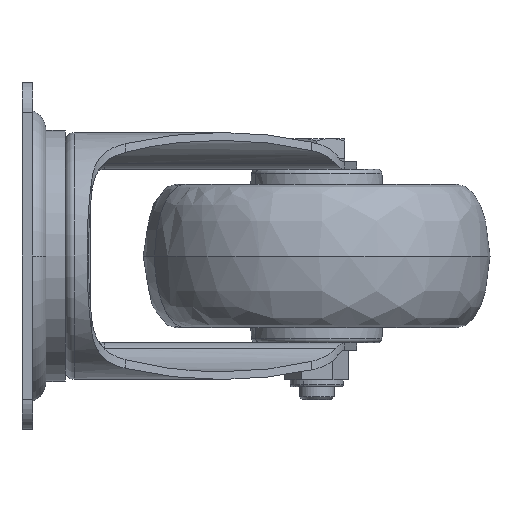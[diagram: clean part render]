
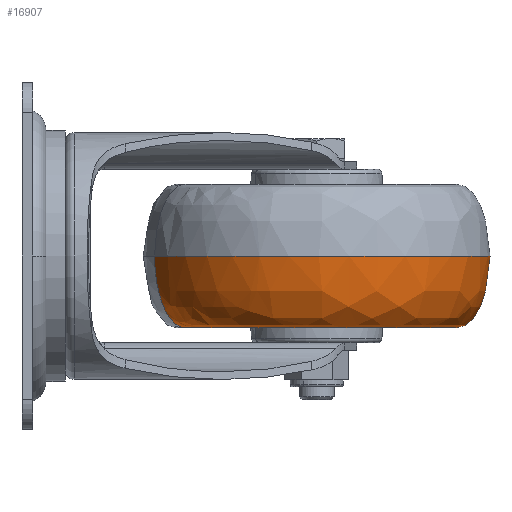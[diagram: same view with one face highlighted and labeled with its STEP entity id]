
A CAD part, left-side view. The second image highlights one B-rep face of the part: STEP entity #16907.
In plain terms, the highlighted free-form (B-spline) face has degree [3, 3] with [4, 4] control points.
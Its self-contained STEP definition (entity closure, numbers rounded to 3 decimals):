
#242 = ORIENTED_EDGE ( 'NONE', *, *, #4406, .F. ) ;
#426 = CARTESIAN_POINT ( 'NONE',  ( -56.98, -58.911, -9.665 ) ) ;
#750 = EDGE_LOOP ( 'NONE', ( #242, #2241, #10068, #8780 ) ) ;
#1637 = CARTESIAN_POINT ( 'NONE',  ( -17.285, -121.406, -16.5 ) ) ;
#1666 = CARTESIAN_POINT ( 'NONE',  ( 43.505, -98.395, -16.5 ) ) ;
#2241 = ORIENTED_EDGE ( 'NONE', *, *, #6093, .F. ) ;
#3087 = CARTESIAN_POINT ( 'NONE',  ( 20.495, -37.605, -16.5 ) ) ;
#4018 = CARTESIAN_POINT ( 'NONE',  ( 18.939, -33.496, -16.5 ) ) ;
#4108 = CARTESIAN_POINT ( 'NONE',  ( 17.84, -30.59, -9.665 ) ) ;
#4133 = CARTESIAN_POINT ( 'NONE',  ( 20.495, -37.605, -16.5 ) ) ;
#4134 = CARTESIAN_POINT ( 'NONE',  ( 45.061, -102.504, -16.5 ) ) ;
#4406 = EDGE_CURVE ( 'NONE', #6733, #13675, #8127, .T. ) ;
#5379 = CIRCLE ( 'NONE', #15088, 40. ) ;
#5454 = CARTESIAN_POINT ( 'NONE',  ( 46.16, -105.41, 0. ) ) ;
#5591 = CARTESIAN_POINT ( 'NONE',  ( 17.84, -30.59, -9.665 ) ) ;
#5839 = VERTEX_POINT ( 'NONE', #16400 ) ;
#6093 = EDGE_CURVE ( 'NONE', #15825, #6733, #16232, .T. ) ;
#6615 = CARTESIAN_POINT ( 'NONE',  ( 20.495, -37.605, -16.5 ) ) ;
#6733 = VERTEX_POINT ( 'NONE', #4133 ) ;
#6743 = DIRECTION ( 'NONE',  ( 0.354, -0.935, 0. ) ) ;
#6781 = CARTESIAN_POINT ( 'NONE',  ( 17.84, -30.59, 0. ) ) ;
#7081 = CARTESIAN_POINT ( 'NONE',  ( -23.948, -128.626, -16.5 ) ) ;
#8127 =( BOUNDED_CURVE ( )  B_SPLINE_CURVE ( 3, ( #6615, #4018, #4108, #6781 ),
 .UNSPECIFIED., .F., .F. ) 
 B_SPLINE_CURVE_WITH_KNOTS ( ( 4, 4 ),
 ( 3.142, 4.712 ),
 .UNSPECIFIED. ) 
 CURVE ( )  GEOMETRIC_REPRESENTATION_ITEM ( )  RATIONAL_B_SPLINE_CURVE ( ( 1., 0.805, 0.805, 1. ) ) 
 REPRESENTATION_ITEM ( '' )  );
#8293 = CARTESIAN_POINT ( 'NONE',  ( 43.505, -98.395, -16.5 ) ) ;
#8371 = CARTESIAN_POINT ( 'NONE',  ( 17.84, -30.59, 0. ) ) ;
#8780 = ORIENTED_EDGE ( 'NONE', *, *, #16525, .F. ) ;
#9400 = CARTESIAN_POINT ( 'NONE',  ( 46.16, -105.41, 0. ) ) ;
#9681 =( BOUNDED_SURFACE ( )  B_SPLINE_SURFACE ( 3, 3, ( 
 ( #9400, #14897, #12267, #8371 ),
 ( #11056, #16379, #426, #5591 ),
 ( #4134, #7081, #10880, #13661 ),
 ( #8293, #1637, #16033, #3087 ) ),
 .UNSPECIFIED., .F., .F., .F. ) 
 B_SPLINE_SURFACE_WITH_KNOTS ( ( 4, 4 ),
 ( 4, 4 ),
 ( 0., 1. ),
 ( 0., 1. ),
 .UNSPECIFIED. ) 
 GEOMETRIC_REPRESENTATION_ITEM ( )  RATIONAL_B_SPLINE_SURFACE ( (
 ( 1., 0.333, 0.333, 1.),
 ( 0.805, 0.268, 0.268, 0.805),
 ( 0.805, 0.268, 0.268, 0.805),
 ( 1., 0.333, 0.333, 1.) ) ) 
 REPRESENTATION_ITEM ( '' )  SURFACE ( )  );
#10068 = ORIENTED_EDGE ( 'NONE', *, *, #13054, .F. ) ;
#10465 = CARTESIAN_POINT ( 'NONE',  ( 32., -68., 0. ) ) ;
#10481 = CARTESIAN_POINT ( 'NONE',  ( 32., -68., -16.5 ) ) ;
#10735 = DIRECTION ( 'NONE',  ( 0., 0., 1. ) ) ;
#10880 = CARTESIAN_POINT ( 'NONE',  ( -50.069, -59.617, -16.5 ) ) ;
#11056 = CARTESIAN_POINT ( 'NONE',  ( 46.16, -105.41, -9.665 ) ) ;
#11943 = CARTESIAN_POINT ( 'NONE',  ( 45.061, -102.504, -16.5 ) ) ;
#11951 = DIRECTION ( 'NONE',  ( 0., 0., -1. ) ) ;
#12267 = CARTESIAN_POINT ( 'NONE',  ( -56.98, -58.911, 0. ) ) ;
#12940 = CARTESIAN_POINT ( 'NONE',  ( 17.84, -30.59, 0. ) ) ;
#13054 = EDGE_CURVE ( 'NONE', #5839, #15825, #13237, .T. ) ;
#13157 = AXIS2_PLACEMENT_3D ( 'NONE', #10481, #11951, #17039 ) ;
#13237 =( BOUNDED_CURVE ( )  B_SPLINE_CURVE ( 3, ( #5454, #16143, #11943, #1666 ),
 .UNSPECIFIED., .F., .F. ) 
 B_SPLINE_CURVE_WITH_KNOTS ( ( 4, 4 ),
 ( 1.571, 3.142 ),
 .UNSPECIFIED. ) 
 CURVE ( )  GEOMETRIC_REPRESENTATION_ITEM ( )  RATIONAL_B_SPLINE_CURVE ( ( 1., 0.805, 0.805, 1. ) ) 
 REPRESENTATION_ITEM ( '' )  );
#13661 = CARTESIAN_POINT ( 'NONE',  ( 18.939, -33.496, -16.5 ) ) ;
#13675 = VERTEX_POINT ( 'NONE', #12940 ) ;
#14288 = FACE_OUTER_BOUND ( 'NONE', #750, .T. ) ;
#14897 = CARTESIAN_POINT ( 'NONE',  ( -28.659, -133.731, 0. ) ) ;
#15088 = AXIS2_PLACEMENT_3D ( 'NONE', #10465, #10735, #6743 ) ;
#15176 = CARTESIAN_POINT ( 'NONE',  ( 43.505, -98.395, -16.5 ) ) ;
#15825 = VERTEX_POINT ( 'NONE', #15176 ) ;
#16033 = CARTESIAN_POINT ( 'NONE',  ( -40.296, -60.615, -16.5 ) ) ;
#16143 = CARTESIAN_POINT ( 'NONE',  ( 46.16, -105.41, -9.665 ) ) ;
#16232 = CIRCLE ( 'NONE', #13157, 32.5 ) ;
#16379 = CARTESIAN_POINT ( 'NONE',  ( -28.659, -133.731, -9.665 ) ) ;
#16400 = CARTESIAN_POINT ( 'NONE',  ( 46.16, -105.41, 0. ) ) ;
#16525 = EDGE_CURVE ( 'NONE', #13675, #5839, #5379, .T. ) ;
#16907 = ADVANCED_FACE ( 'NONE', ( #14288 ), #9681, .F. ) ;
#17039 = DIRECTION ( 'NONE',  ( -0.354, 0.935, 0. ) ) ;
